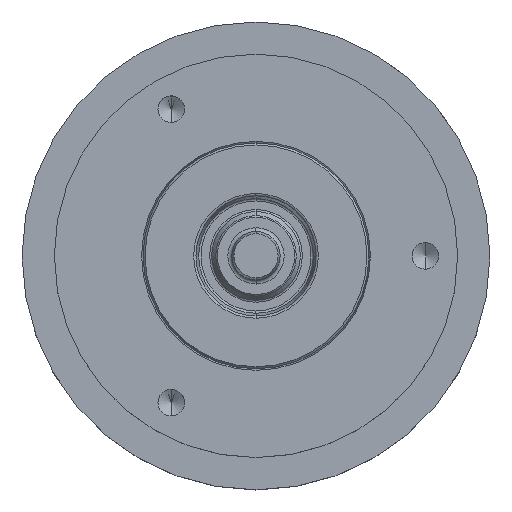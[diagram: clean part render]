
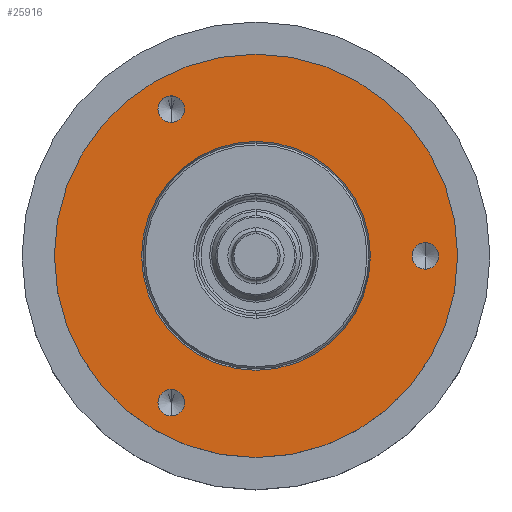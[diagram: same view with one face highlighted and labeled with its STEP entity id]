
A CAD part, top view. The second image highlights one B-rep face of the part: STEP entity #25916.
In plain terms, the highlighted planar face has unit normal (0, 0, 1).
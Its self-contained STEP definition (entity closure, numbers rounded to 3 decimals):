
#4127=CARTESIAN_POINT('',(0.,0.,27.));
#4128=DIRECTION('',(0.,0.,-1.));
#4129=DIRECTION('',(0.,1.,0.));
#4130=AXIS2_PLACEMENT_3D('',#4127,#4128,#4129);
#4132=CARTESIAN_POINT('',(0.,0.,27.));
#4133=DIRECTION('',(0.,0.,-1.));
#4134=DIRECTION('',(0.,-1.,0.));
#4135=AXIS2_PLACEMENT_3D('',#4132,#4133,#4134);
#4137=CARTESIAN_POINT('',(21.,0.,27.));
#4138=DIRECTION('',(0.,0.,1.));
#4139=DIRECTION('',(0.,-1.,0.));
#4140=AXIS2_PLACEMENT_3D('',#4137,#4138,#4139);
#4142=CARTESIAN_POINT('',(21.,0.,27.));
#4143=DIRECTION('',(0.,0.,1.));
#4144=DIRECTION('',(0.,1.,0.));
#4145=AXIS2_PLACEMENT_3D('',#4142,#4143,#4144);
#4147=CARTESIAN_POINT('',(-10.5,-18.187,27.));
#4148=DIRECTION('',(0.,0.,1.));
#4149=DIRECTION('',(0.,-1.,0.));
#4150=AXIS2_PLACEMENT_3D('',#4147,#4148,#4149);
#4152=CARTESIAN_POINT('',(-10.5,-18.187,27.));
#4153=DIRECTION('',(0.,0.,1.));
#4154=DIRECTION('',(0.,1.,0.));
#4155=AXIS2_PLACEMENT_3D('',#4152,#4153,#4154);
#4157=CARTESIAN_POINT('',(-10.5,18.187,27.));
#4158=DIRECTION('',(0.,0.,1.));
#4159=DIRECTION('',(0.,-1.,0.));
#4160=AXIS2_PLACEMENT_3D('',#4157,#4158,#4159);
#4162=CARTESIAN_POINT('',(-10.5,18.187,27.));
#4163=DIRECTION('',(0.,0.,1.));
#4164=DIRECTION('',(0.,1.,0.));
#4165=AXIS2_PLACEMENT_3D('',#4162,#4163,#4164);
#4172=CARTESIAN_POINT('',(0.,0.,27.));
#4173=DIRECTION('',(0.,0.,-1.));
#4174=DIRECTION('',(-1.,0.,0.));
#4175=AXIS2_PLACEMENT_3D('',#4172,#4173,#4174);
#4190=CARTESIAN_POINT('',(0.,0.,27.));
#4191=DIRECTION('',(0.,0.,-1.));
#4192=DIRECTION('',(1.,0.,0.));
#4193=AXIS2_PLACEMENT_3D('',#4190,#4191,#4192);
#20586=CARTESIAN_POINT('',(0.,25.,27.));
#20587=CARTESIAN_POINT('',(0.,-25.,27.));
#20588=VERTEX_POINT('',#20586);
#20589=VERTEX_POINT('',#20587);
#20792=CARTESIAN_POINT('',(14.188,0.,27.));
#20793=CARTESIAN_POINT('',(-14.188,0.,27.));
#20794=VERTEX_POINT('',#20792);
#20795=VERTEX_POINT('',#20793);
#20993=CARTESIAN_POINT('',(21.,-1.65,27.));
#20994=CARTESIAN_POINT('',(21.,1.65,27.));
#20995=VERTEX_POINT('',#20993);
#20996=VERTEX_POINT('',#20994);
#21003=CARTESIAN_POINT('',(-10.5,-19.837,27.));
#21004=CARTESIAN_POINT('',(-10.5,-16.537,27.));
#21005=VERTEX_POINT('',#21003);
#21006=VERTEX_POINT('',#21004);
#21013=CARTESIAN_POINT('',(-10.5,16.537,27.));
#21014=CARTESIAN_POINT('',(-10.5,19.837,27.));
#21015=VERTEX_POINT('',#21013);
#21016=VERTEX_POINT('',#21014);
#25882=CARTESIAN_POINT('',(0.,0.,27.));
#25883=DIRECTION('',(0.,0.,1.));
#25884=DIRECTION('',(1.,0.,0.));
#25885=AXIS2_PLACEMENT_3D('',#25882,#25883,#25884);
#25886=PLANE('',#25885);
#25888=ORIENTED_EDGE('',*,*,#25887,.T.);
#25889=ORIENTED_EDGE('',*,*,#25872,.T.);
#25890=EDGE_LOOP('',(#25888,#25889));
#25891=FACE_OUTER_BOUND('',#25890,.F.);
#25893=ORIENTED_EDGE('',*,*,#25892,.F.);
#25895=ORIENTED_EDGE('',*,*,#25894,.F.);
#25896=EDGE_LOOP('',(#25893,#25895));
#25897=FACE_BOUND('',#25896,.F.);
#25899=ORIENTED_EDGE('',*,*,#25898,.T.);
#25901=ORIENTED_EDGE('',*,*,#25900,.T.);
#25902=EDGE_LOOP('',(#25899,#25901));
#25903=FACE_BOUND('',#25902,.F.);
#25905=ORIENTED_EDGE('',*,*,#25904,.T.);
#25907=ORIENTED_EDGE('',*,*,#25906,.T.);
#25908=EDGE_LOOP('',(#25905,#25907));
#25909=FACE_BOUND('',#25908,.F.);
#25911=ORIENTED_EDGE('',*,*,#25910,.T.);
#25913=ORIENTED_EDGE('',*,*,#25912,.T.);
#25914=EDGE_LOOP('',(#25911,#25913));
#25915=FACE_BOUND('',#25914,.F.);
#4131=CIRCLE('',#4130,25.);
#4136=CIRCLE('',#4135,25.);
#4141=CIRCLE('',#4140,1.65);
#4146=CIRCLE('',#4145,1.65);
#4151=CIRCLE('',#4150,1.65);
#4156=CIRCLE('',#4155,1.65);
#4161=CIRCLE('',#4160,1.65);
#4166=CIRCLE('',#4165,1.65);
#4176=CIRCLE('',#4175,14.188);
#4194=CIRCLE('',#4193,14.188);
#25872=EDGE_CURVE('',#20589,#20588,#4136,.T.);
#25887=EDGE_CURVE('',#20588,#20589,#4131,.T.);
#25892=EDGE_CURVE('',#20795,#20794,#4176,.T.);
#25894=EDGE_CURVE('',#20794,#20795,#4194,.T.);
#25898=EDGE_CURVE('',#20995,#20996,#4141,.T.);
#25900=EDGE_CURVE('',#20996,#20995,#4146,.T.);
#25904=EDGE_CURVE('',#21005,#21006,#4151,.T.);
#25906=EDGE_CURVE('',#21006,#21005,#4156,.T.);
#25910=EDGE_CURVE('',#21015,#21016,#4161,.T.);
#25912=EDGE_CURVE('',#21016,#21015,#4166,.T.);
#25916=ADVANCED_FACE('',(#25891,#25897,#25903,#25909,#25915),#25886,.T.);
